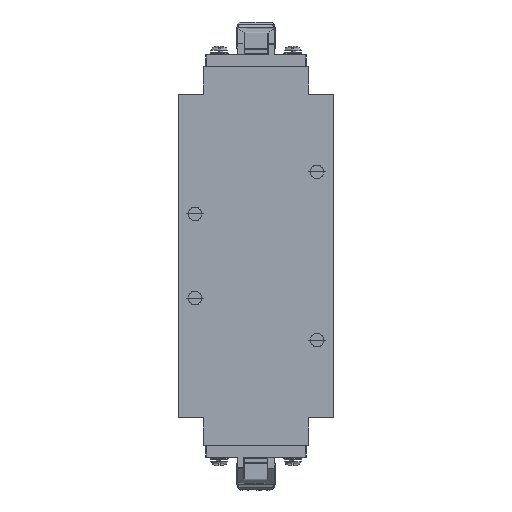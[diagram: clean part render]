
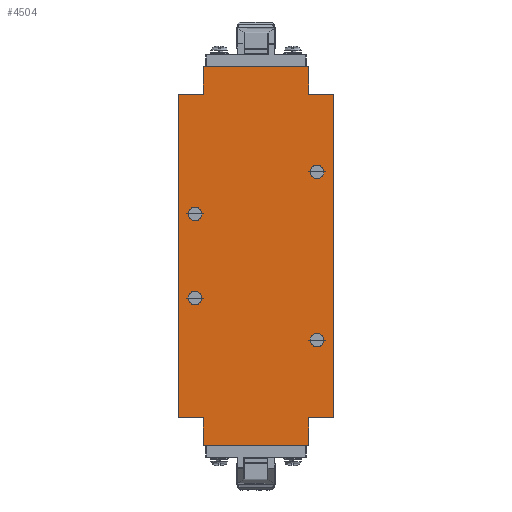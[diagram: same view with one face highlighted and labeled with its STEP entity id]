
A CAD part, front view. The second image highlights one B-rep face of the part: STEP entity #4504.
In plain terms, the highlighted planar face has unit normal (0, -1, 0).
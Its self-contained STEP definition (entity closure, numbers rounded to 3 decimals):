
#41=FACE_BOUND('',#6231,.T.);
#42=FACE_BOUND('',#6232,.T.);
#43=FACE_BOUND('',#6233,.T.);
#44=FACE_BOUND('',#6234,.T.);
#658=B_SPLINE_CURVE_WITH_KNOTS('',1,(#26894,#26895),.UNSPECIFIED.,.F.,.F.,
(2,2),(0.,154.),.UNSPECIFIED.);
#659=B_SPLINE_CURVE_WITH_KNOTS('',1,(#26896,#26897),.UNSPECIFIED.,.F.,.F.,
(2,2),(-154.,0.),.UNSPECIFIED.);
#660=B_SPLINE_CURVE_WITH_KNOTS('',1,(#26938,#26939),.UNSPECIFIED.,.F.,.F.,
(2,2),(-13.,0.),.UNSPECIFIED.);
#661=B_SPLINE_CURVE_WITH_KNOTS('',1,(#26940,#26941),.UNSPECIFIED.,.F.,.F.,
(2,2),(0.,13.),.UNSPECIFIED.);
#662=B_SPLINE_CURVE_WITH_KNOTS('',1,(#26942,#26943),.UNSPECIFIED.,.F.,.F.,
(2,2),(-50.,0.),.UNSPECIFIED.);
#663=B_SPLINE_CURVE_WITH_KNOTS('',1,(#26944,#26945),.UNSPECIFIED.,.F.,.F.,
(2,2),(0.,12.),.UNSPECIFIED.);
#664=B_SPLINE_CURVE_WITH_KNOTS('',1,(#26946,#26947),.UNSPECIFIED.,.F.,.F.,
(2,2),(0.,12.),.UNSPECIFIED.);
#665=B_SPLINE_CURVE_WITH_KNOTS('',1,(#26948,#26949),.UNSPECIFIED.,.F.,.F.,
(2,2),(0.,12.),.UNSPECIFIED.);
#666=B_SPLINE_CURVE_WITH_KNOTS('',1,(#26950,#26951),.UNSPECIFIED.,.F.,.F.,
(2,2),(0.,12.),.UNSPECIFIED.);
#667=B_SPLINE_CURVE_WITH_KNOTS('',1,(#26952,#26953),.UNSPECIFIED.,.F.,.F.,
(2,2),(-13.,0.),.UNSPECIFIED.);
#668=B_SPLINE_CURVE_WITH_KNOTS('',1,(#26954,#26955),.UNSPECIFIED.,.F.,.F.,
(2,2),(0.,50.),.UNSPECIFIED.);
#669=B_SPLINE_CURVE_WITH_KNOTS('',1,(#26956,#26957),.UNSPECIFIED.,.F.,.F.,
(2,2),(-13.,0.),.UNSPECIFIED.);
#2442=PLANE('',#20894);
#4504=ADVANCED_FACE('',(#5362,#41,#42,#43,#44),#2442,.T.);
#5362=FACE_OUTER_BOUND('',#6230,.T.);
#6230=EDGE_LOOP('',(#7921,#7922,#7923,#7924,#7925,#7926,#7927,#7928,#7929,
#7930,#7931,#7932));
#6231=EDGE_LOOP('',(#7933,#7934));
#6232=EDGE_LOOP('',(#7935,#7936));
#6233=EDGE_LOOP('',(#7937,#7938));
#6234=EDGE_LOOP('',(#7939,#7940));
#7921=ORIENTED_EDGE('',*,*,#11937,.F.);
#7922=ORIENTED_EDGE('',*,*,#11952,.F.);
#7923=ORIENTED_EDGE('',*,*,#11954,.F.);
#7924=ORIENTED_EDGE('',*,*,#11955,.T.);
#7925=ORIENTED_EDGE('',*,*,#11956,.T.);
#7926=ORIENTED_EDGE('',*,*,#11953,.F.);
#7927=ORIENTED_EDGE('',*,*,#11938,.F.);
#7928=ORIENTED_EDGE('',*,*,#11950,.T.);
#7929=ORIENTED_EDGE('',*,*,#11948,.T.);
#7930=ORIENTED_EDGE('',*,*,#11949,.T.);
#7931=ORIENTED_EDGE('',*,*,#11947,.T.);
#7932=ORIENTED_EDGE('',*,*,#11951,.T.);
#7933=ORIENTED_EDGE('',*,*,#11939,.T.);
#7934=ORIENTED_EDGE('',*,*,#11940,.T.);
#7935=ORIENTED_EDGE('',*,*,#11941,.T.);
#7936=ORIENTED_EDGE('',*,*,#11942,.T.);
#7937=ORIENTED_EDGE('',*,*,#11943,.T.);
#7938=ORIENTED_EDGE('',*,*,#11944,.T.);
#7939=ORIENTED_EDGE('',*,*,#11945,.T.);
#7940=ORIENTED_EDGE('',*,*,#11946,.T.);
#11937=EDGE_CURVE('',#17467,#17468,#658,.T.);
#11938=EDGE_CURVE('',#17469,#17470,#659,.T.);
#11939=EDGE_CURVE('',#17471,#17472,#15248,.T.);
#11940=EDGE_CURVE('',#17472,#17471,#15249,.T.);
#11941=EDGE_CURVE('',#17473,#17474,#15250,.T.);
#11942=EDGE_CURVE('',#17474,#17473,#15251,.T.);
#11943=EDGE_CURVE('',#17475,#17476,#15252,.T.);
#11944=EDGE_CURVE('',#17476,#17475,#15253,.T.);
#11945=EDGE_CURVE('',#17477,#17478,#15254,.T.);
#11946=EDGE_CURVE('',#17478,#17477,#15255,.T.);
#11947=EDGE_CURVE('',#17479,#17480,#660,.T.);
#11948=EDGE_CURVE('',#17482,#17481,#661,.T.);
#11949=EDGE_CURVE('',#17481,#17479,#662,.T.);
#11950=EDGE_CURVE('',#17469,#17482,#663,.T.);
#11951=EDGE_CURVE('',#17480,#17468,#664,.T.);
#11952=EDGE_CURVE('',#17483,#17467,#665,.T.);
#11953=EDGE_CURVE('',#17470,#17484,#666,.T.);
#11954=EDGE_CURVE('',#17485,#17483,#667,.T.);
#11955=EDGE_CURVE('',#17485,#17486,#668,.T.);
#11956=EDGE_CURVE('',#17486,#17484,#669,.T.);
#15248=(
BOUNDED_CURVE()
B_SPLINE_CURVE(2,(#26898,#26899,#26900,#26901,#26902),.UNSPECIFIED.,.F.,
 .F.)
B_SPLINE_CURVE_WITH_KNOTS((3,2,3),(13.195,19.792,26.389),
 .UNSPECIFIED.)
CURVE()
GEOMETRIC_REPRESENTATION_ITEM()
RATIONAL_B_SPLINE_CURVE((1.,0.707,1.,0.707,1.))
REPRESENTATION_ITEM('')
);
#15249=(
BOUNDED_CURVE()
B_SPLINE_CURVE(2,(#26903,#26904,#26905,#26906,#26907),.UNSPECIFIED.,.F.,
 .F.)
B_SPLINE_CURVE_WITH_KNOTS((3,2,3),(0.,6.597,13.195),
 .UNSPECIFIED.)
CURVE()
GEOMETRIC_REPRESENTATION_ITEM()
RATIONAL_B_SPLINE_CURVE((1.,0.707,1.,0.707,1.))
REPRESENTATION_ITEM('')
);
#15250=(
BOUNDED_CURVE()
B_SPLINE_CURVE(2,(#26908,#26909,#26910,#26911,#26912),.UNSPECIFIED.,.F.,
 .F.)
B_SPLINE_CURVE_WITH_KNOTS((3,2,3),(13.195,19.792,26.389),
 .UNSPECIFIED.)
CURVE()
GEOMETRIC_REPRESENTATION_ITEM()
RATIONAL_B_SPLINE_CURVE((1.,0.707,1.,0.707,1.))
REPRESENTATION_ITEM('')
);
#15251=(
BOUNDED_CURVE()
B_SPLINE_CURVE(2,(#26913,#26914,#26915,#26916,#26917),.UNSPECIFIED.,.F.,
 .F.)
B_SPLINE_CURVE_WITH_KNOTS((3,2,3),(0.,6.597,13.195),
 .UNSPECIFIED.)
CURVE()
GEOMETRIC_REPRESENTATION_ITEM()
RATIONAL_B_SPLINE_CURVE((1.,0.707,1.,0.707,1.))
REPRESENTATION_ITEM('')
);
#15252=(
BOUNDED_CURVE()
B_SPLINE_CURVE(2,(#26918,#26919,#26920,#26921,#26922),.UNSPECIFIED.,.F.,
 .F.)
B_SPLINE_CURVE_WITH_KNOTS((3,2,3),(13.195,19.792,26.389),
 .UNSPECIFIED.)
CURVE()
GEOMETRIC_REPRESENTATION_ITEM()
RATIONAL_B_SPLINE_CURVE((1.,0.707,1.,0.707,1.))
REPRESENTATION_ITEM('')
);
#15253=(
BOUNDED_CURVE()
B_SPLINE_CURVE(2,(#26923,#26924,#26925,#26926,#26927),.UNSPECIFIED.,.F.,
 .F.)
B_SPLINE_CURVE_WITH_KNOTS((3,2,3),(0.,6.597,13.195),
 .UNSPECIFIED.)
CURVE()
GEOMETRIC_REPRESENTATION_ITEM()
RATIONAL_B_SPLINE_CURVE((1.,0.707,1.,0.707,1.))
REPRESENTATION_ITEM('')
);
#15254=(
BOUNDED_CURVE()
B_SPLINE_CURVE(2,(#26928,#26929,#26930,#26931,#26932),.UNSPECIFIED.,.F.,
 .F.)
B_SPLINE_CURVE_WITH_KNOTS((3,2,3),(13.195,19.792,26.389),
 .UNSPECIFIED.)
CURVE()
GEOMETRIC_REPRESENTATION_ITEM()
RATIONAL_B_SPLINE_CURVE((1.,0.707,1.,0.707,1.))
REPRESENTATION_ITEM('')
);
#15255=(
BOUNDED_CURVE()
B_SPLINE_CURVE(2,(#26933,#26934,#26935,#26936,#26937),.UNSPECIFIED.,.F.,
 .F.)
B_SPLINE_CURVE_WITH_KNOTS((3,2,3),(0.,6.597,13.195),
 .UNSPECIFIED.)
CURVE()
GEOMETRIC_REPRESENTATION_ITEM()
RATIONAL_B_SPLINE_CURVE((1.,0.707,1.,0.707,1.))
REPRESENTATION_ITEM('')
);
#17467=VERTEX_POINT('',#26874);
#17468=VERTEX_POINT('',#26875);
#17469=VERTEX_POINT('',#26876);
#17470=VERTEX_POINT('',#26877);
#17471=VERTEX_POINT('',#26878);
#17472=VERTEX_POINT('',#26879);
#17473=VERTEX_POINT('',#26880);
#17474=VERTEX_POINT('',#26881);
#17475=VERTEX_POINT('',#26882);
#17476=VERTEX_POINT('',#26883);
#17477=VERTEX_POINT('',#26884);
#17478=VERTEX_POINT('',#26885);
#17479=VERTEX_POINT('',#26886);
#17480=VERTEX_POINT('',#26887);
#17481=VERTEX_POINT('',#26888);
#17482=VERTEX_POINT('',#26889);
#17483=VERTEX_POINT('',#26890);
#17484=VERTEX_POINT('',#26891);
#17485=VERTEX_POINT('',#26892);
#17486=VERTEX_POINT('',#26893);
#20894=AXIS2_PLACEMENT_3D('',#26873,#21339,$);
#21339=DIRECTION('',(0.,-1.,0.));
#26873=CARTESIAN_POINT('',(-44.52,-50.,31.12));
#26874=CARTESIAN_POINT('',(37.,-50.,0.));
#26875=CARTESIAN_POINT('',(37.,-50.,-154.));
#26876=CARTESIAN_POINT('',(-37.,-50.,-154.));
#26877=CARTESIAN_POINT('',(-37.,-50.,0.));
#26878=CARTESIAN_POINT('',(33.2,-50.,-117.));
#26879=CARTESIAN_POINT('',(24.8,-50.,-117.));
#26880=CARTESIAN_POINT('',(33.2,-50.,-37.));
#26881=CARTESIAN_POINT('',(24.8,-50.,-37.));
#26882=CARTESIAN_POINT('',(-24.8,-50.,-57.));
#26883=CARTESIAN_POINT('',(-33.2,-50.,-57.));
#26884=CARTESIAN_POINT('',(-24.8,-50.,-97.));
#26885=CARTESIAN_POINT('',(-33.2,-50.,-97.));
#26886=CARTESIAN_POINT('',(25.,-50.,-167.));
#26887=CARTESIAN_POINT('',(25.,-50.,-154.));
#26888=CARTESIAN_POINT('',(-25.,-50.,-167.));
#26889=CARTESIAN_POINT('',(-25.,-50.,-154.));
#26890=CARTESIAN_POINT('',(25.,-50.,0.));
#26891=CARTESIAN_POINT('',(-25.,-50.,0.));
#26892=CARTESIAN_POINT('',(25.,-50.,13.));
#26893=CARTESIAN_POINT('',(-25.,-50.,13.));
#26894=CARTESIAN_POINT('',(37.,-50.,0.));
#26895=CARTESIAN_POINT('',(37.,-50.,-154.));
#26896=CARTESIAN_POINT('',(-37.,-50.,-154.));
#26897=CARTESIAN_POINT('',(-37.,-50.,0.));
#26898=CARTESIAN_POINT('',(33.2,-50.,-117.));
#26899=CARTESIAN_POINT('',(33.2,-50.,-121.2));
#26900=CARTESIAN_POINT('',(29.,-50.,-121.2));
#26901=CARTESIAN_POINT('',(24.8,-50.,-121.2));
#26902=CARTESIAN_POINT('',(24.8,-50.,-117.));
#26903=CARTESIAN_POINT('',(24.8,-50.,-117.));
#26904=CARTESIAN_POINT('',(24.8,-50.,-112.8));
#26905=CARTESIAN_POINT('',(29.,-50.,-112.8));
#26906=CARTESIAN_POINT('',(33.2,-50.,-112.8));
#26907=CARTESIAN_POINT('',(33.2,-50.,-117.));
#26908=CARTESIAN_POINT('',(33.2,-50.,-37.));
#26909=CARTESIAN_POINT('',(33.2,-50.,-41.2));
#26910=CARTESIAN_POINT('',(29.,-50.,-41.2));
#26911=CARTESIAN_POINT('',(24.8,-50.,-41.2));
#26912=CARTESIAN_POINT('',(24.8,-50.,-37.));
#26913=CARTESIAN_POINT('',(24.8,-50.,-37.));
#26914=CARTESIAN_POINT('',(24.8,-50.,-32.8));
#26915=CARTESIAN_POINT('',(29.,-50.,-32.8));
#26916=CARTESIAN_POINT('',(33.2,-50.,-32.8));
#26917=CARTESIAN_POINT('',(33.2,-50.,-37.));
#26918=CARTESIAN_POINT('',(-24.8,-50.,-57.));
#26919=CARTESIAN_POINT('',(-24.8,-50.,-61.2));
#26920=CARTESIAN_POINT('',(-29.,-50.,-61.2));
#26921=CARTESIAN_POINT('',(-33.2,-50.,-61.2));
#26922=CARTESIAN_POINT('',(-33.2,-50.,-57.));
#26923=CARTESIAN_POINT('',(-33.2,-50.,-57.));
#26924=CARTESIAN_POINT('',(-33.2,-50.,-52.8));
#26925=CARTESIAN_POINT('',(-29.,-50.,-52.8));
#26926=CARTESIAN_POINT('',(-24.8,-50.,-52.8));
#26927=CARTESIAN_POINT('',(-24.8,-50.,-57.));
#26928=CARTESIAN_POINT('',(-24.8,-50.,-97.));
#26929=CARTESIAN_POINT('',(-24.8,-50.,-101.2));
#26930=CARTESIAN_POINT('',(-29.,-50.,-101.2));
#26931=CARTESIAN_POINT('',(-33.2,-50.,-101.2));
#26932=CARTESIAN_POINT('',(-33.2,-50.,-97.));
#26933=CARTESIAN_POINT('',(-33.2,-50.,-97.));
#26934=CARTESIAN_POINT('',(-33.2,-50.,-92.8));
#26935=CARTESIAN_POINT('',(-29.,-50.,-92.8));
#26936=CARTESIAN_POINT('',(-24.8,-50.,-92.8));
#26937=CARTESIAN_POINT('',(-24.8,-50.,-97.));
#26938=CARTESIAN_POINT('',(25.,-50.,-167.));
#26939=CARTESIAN_POINT('',(25.,-50.,-154.));
#26940=CARTESIAN_POINT('',(-25.,-50.,-154.));
#26941=CARTESIAN_POINT('',(-25.,-50.,-167.));
#26942=CARTESIAN_POINT('',(-25.,-50.,-167.));
#26943=CARTESIAN_POINT('',(25.,-50.,-167.));
#26944=CARTESIAN_POINT('',(-37.,-50.,-154.));
#26945=CARTESIAN_POINT('',(-25.,-50.,-154.));
#26946=CARTESIAN_POINT('',(25.,-50.,-154.));
#26947=CARTESIAN_POINT('',(37.,-50.,-154.));
#26948=CARTESIAN_POINT('',(25.,-50.,0.));
#26949=CARTESIAN_POINT('',(37.,-50.,0.));
#26950=CARTESIAN_POINT('',(-37.,-50.,0.));
#26951=CARTESIAN_POINT('',(-25.,-50.,0.));
#26952=CARTESIAN_POINT('',(25.,-50.,13.));
#26953=CARTESIAN_POINT('',(25.,-50.,0.));
#26954=CARTESIAN_POINT('',(25.,-50.,13.));
#26955=CARTESIAN_POINT('',(-25.,-50.,13.));
#26956=CARTESIAN_POINT('',(-25.,-50.,13.));
#26957=CARTESIAN_POINT('',(-25.,-50.,0.));
